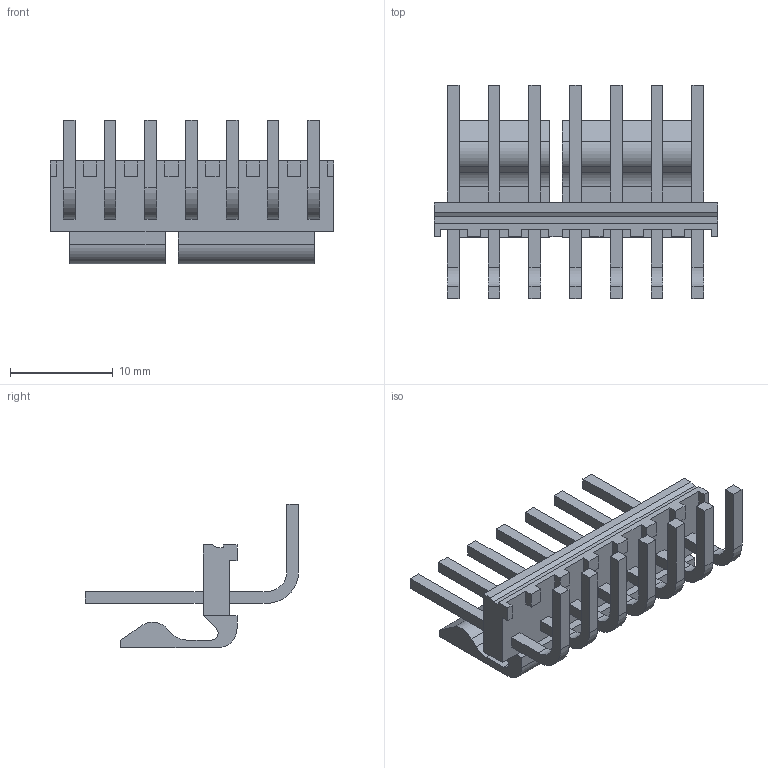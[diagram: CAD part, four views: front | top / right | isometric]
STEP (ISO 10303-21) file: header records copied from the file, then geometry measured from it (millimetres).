
FILE_DESCRIPTION((''),'2;1');
FILE_NAME('026605070','2015-04-21T',('me'),(''),'PRO/ENGINEER BY PARAMETRIC TECHNOLOGY CORPORATION, 2011490','PRO/ENGINEER BY PARAMETRIC TECHNOLOGY CORPORATION, 2011490','');
FILE_SCHEMA(('CONFIG_CONTROL_DESIGN'));
Length unit declared in the file: inch
Products named in the file (1): 026605070
Bounding box: 27.58 x 20.71 x 13.97 mm (x, y, z)
Volume: 1156.4 mm3; surface area: 2073.3 mm2
Topology: 1 solids, 1 shells, 168 faces, 462 edges, 310 vertices
Faces by surface type: plane 146, cylinder 22
Entity records: 5306 total; most frequent: CARTESIAN_POINT 927, ORIENTED_EDGE 896, DIRECTION 858, EDGE_CURVE 448, VECTOR 404, LINE 404, VERTEX_POINT 296, AXIS2_PLACEMENT_3D 227
